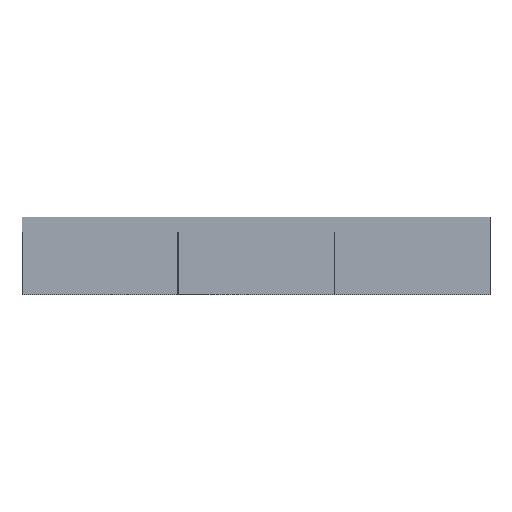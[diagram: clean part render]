
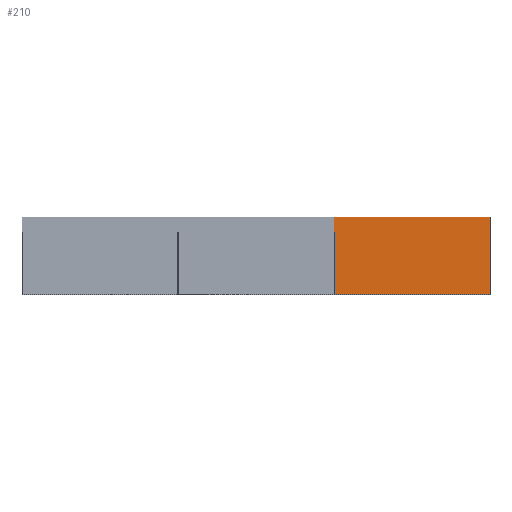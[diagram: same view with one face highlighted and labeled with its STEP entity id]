
A CAD part, top view. The second image highlights one B-rep face of the part: STEP entity #210.
In plain terms, the highlighted free-form (B-spline) face has degree [3, 3] with [4, 4] control points.
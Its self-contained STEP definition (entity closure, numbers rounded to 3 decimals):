
#156=CARTESIAN_POINT('Control Point',(16000.,2000.,0.)) ;
#157=CARTESIAN_POINT('Control Point',(16000.,666.667,0.)) ;
#158=CARTESIAN_POINT('Control Point',(16000.,-666.667,0.)) ;
#159=CARTESIAN_POINT('Control Point',(16000.,-2000.,0.)) ;
#160=CARTESIAN_POINT('Control Point',(13333.333,2000.,0.)) ;
#161=CARTESIAN_POINT('Control Point',(13333.333,666.667,0.)) ;
#162=CARTESIAN_POINT('Control Point',(13333.333,-666.667,0.)) ;
#163=CARTESIAN_POINT('Control Point',(13333.333,-2000.,0.)) ;
#164=CARTESIAN_POINT('Control Point',(10666.667,2000.,0.)) ;
#165=CARTESIAN_POINT('Control Point',(10666.667,666.667,0.)) ;
#166=CARTESIAN_POINT('Control Point',(10666.667,-666.667,0.)) ;
#167=CARTESIAN_POINT('Control Point',(10666.667,-2000.,0.)) ;
#168=CARTESIAN_POINT('Control Point',(8000.,2000.,0.)) ;
#169=CARTESIAN_POINT('Control Point',(8000.,666.667,0.)) ;
#170=CARTESIAN_POINT('Control Point',(8000.,-666.667,0.)) ;
#171=CARTESIAN_POINT('Control Point',(8000.,-2000.,0.)) ;
#173=CARTESIAN_POINT('Control Point',(16000.,2000.,0.)) ;
#174=CARTESIAN_POINT('Control Point',(13333.333,2000.,0.)) ;
#175=CARTESIAN_POINT('Control Point',(10666.667,2000.,0.)) ;
#176=CARTESIAN_POINT('Control Point',(8000.,2000.,0.)) ;
#177=CARTESIAN_POINT('Vertex',(16000.,2000.,0.)) ;
#179=CARTESIAN_POINT('Vertex',(8000.,2000.,0.)) ;
#183=CARTESIAN_POINT('Control Point',(8000.,2000.,0.)) ;
#184=CARTESIAN_POINT('Control Point',(8000.,666.667,0.)) ;
#185=CARTESIAN_POINT('Control Point',(8000.,-666.667,0.)) ;
#186=CARTESIAN_POINT('Control Point',(8000.,-2000.,0.)) ;
#187=CARTESIAN_POINT('Vertex',(8000.,-2000.,0.)) ;
#191=CARTESIAN_POINT('Control Point',(16000.,-2000.,0.)) ;
#192=CARTESIAN_POINT('Control Point',(13333.333,-2000.,0.)) ;
#193=CARTESIAN_POINT('Control Point',(10666.667,-2000.,0.)) ;
#194=CARTESIAN_POINT('Control Point',(8000.,-2000.,0.)) ;
#195=CARTESIAN_POINT('Vertex',(16000.,-2000.,0.)) ;
#199=CARTESIAN_POINT('Control Point',(16000.,2000.,0.)) ;
#200=CARTESIAN_POINT('Control Point',(16000.,666.667,0.)) ;
#201=CARTESIAN_POINT('Control Point',(16000.,-666.667,0.)) ;
#202=CARTESIAN_POINT('Control Point',(16000.,-2000.,0.)) ;
#205=ORIENTED_EDGE('',*,*,#181,.T.) ;
#206=ORIENTED_EDGE('',*,*,#189,.T.) ;
#207=ORIENTED_EDGE('',*,*,#197,.T.) ;
#208=ORIENTED_EDGE('',*,*,#203,.T.) ;
#210=ADVANCED_FACE('Fl\X2\00E4\X0\che.2',(#209),#155,.T.) ;
#172=B_SPLINE_CURVE_WITH_KNOTS('',3,(#173,#174,#175,#176),.UNSPECIFIED.,.F.,.U.,(4,4),(0.,8000.),.UNSPECIFIED.) ;
#182=B_SPLINE_CURVE_WITH_KNOTS('',3,(#183,#184,#185,#186),.UNSPECIFIED.,.F.,.U.,(4,4),(0.,4000.),.UNSPECIFIED.) ;
#190=B_SPLINE_CURVE_WITH_KNOTS('',3,(#191,#192,#193,#194),.UNSPECIFIED.,.F.,.U.,(4,4),(0.,8000.),.UNSPECIFIED.) ;
#198=B_SPLINE_CURVE_WITH_KNOTS('',3,(#199,#200,#201,#202),.UNSPECIFIED.,.F.,.U.,(4,4),(0.,4000.),.UNSPECIFIED.) ;
#155=B_SPLINE_SURFACE_WITH_KNOTS('',3,3,((#156,#157,#158,#159),(#160,#161,#162,#163),(#164,#165,#166,#167),(#168,#169,#170,#171)),.UNSPECIFIED.,.F.,.F.,.U.,(4,4),(4,4),(0.,8000.),(0.,4000.),.UNSPECIFIED.) ;
#181=EDGE_CURVE('',#178,#180,#172,.T.) ;
#189=EDGE_CURVE('',#180,#188,#182,.T.) ;
#197=EDGE_CURVE('',#188,#196,#190,.F.) ;
#203=EDGE_CURVE('',#196,#178,#198,.F.) ;
#204=EDGE_LOOP('',(#205,#206,#207,#208)) ;
#209=FACE_OUTER_BOUND('',#204,.T.) ;
#178=VERTEX_POINT('',#177) ;
#180=VERTEX_POINT('',#179) ;
#188=VERTEX_POINT('',#187) ;
#196=VERTEX_POINT('',#195) ;
